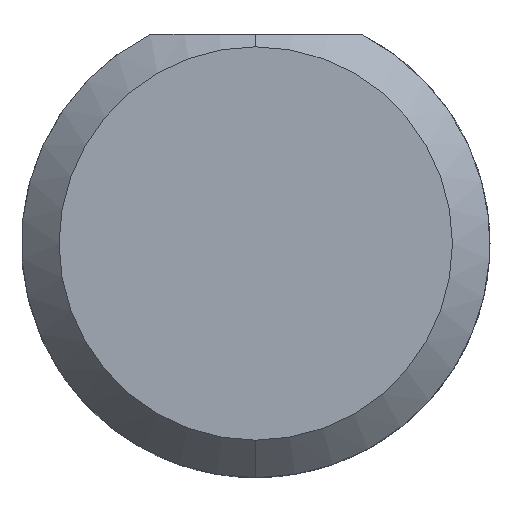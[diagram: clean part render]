
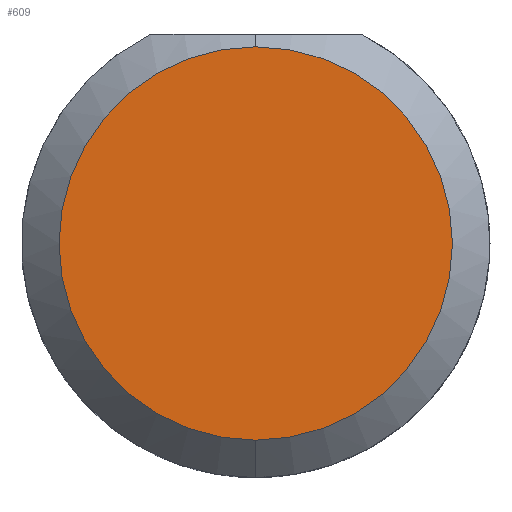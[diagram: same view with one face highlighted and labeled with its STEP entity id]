
A CAD part, left-side view. The second image highlights one B-rep face of the part: STEP entity #609.
In plain terms, the highlighted planar face has unit normal (-1, 0, 0).
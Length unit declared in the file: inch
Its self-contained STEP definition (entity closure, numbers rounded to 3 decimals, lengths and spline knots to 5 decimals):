
#61 = DIRECTION ( 'NONE',  ( 0., 0., 1. ) ) ;
#68 = ORIENTED_EDGE ( 'NONE', *, *, #73, .T. ) ;
#73 = EDGE_CURVE ( 'NONE', #535, #594, #697, .T. ) ;
#112 = AXIS2_PLACEMENT_3D ( 'NONE', #234, #565, #657 ) ;
#230 = CARTESIAN_POINT ( 'NONE',  ( 0., 0., 0.0786 ) ) ;
#234 = CARTESIAN_POINT ( 'NONE',  ( 0., 0., 0. ) ) ;
#239 = CARTESIAN_POINT ( 'NONE',  ( 0., 0., -0.0786 ) ) ;
#273 = EDGE_LOOP ( 'NONE', ( #458, #68 ) ) ;
#288 = DIRECTION ( 'NONE',  ( 1., 0., 0. ) ) ;
#328 = CIRCLE ( 'NONE', #112, 0.0786 ) ;
#358 = CARTESIAN_POINT ( 'NONE',  ( 0., 0., 0. ) ) ;
#381 = DIRECTION ( 'NONE',  ( -1., 0., 0. ) ) ;
#411 = PLANE ( 'NONE',  #635 ) ;
#458 = ORIENTED_EDGE ( 'NONE', *, *, #561, .T. ) ;
#464 = FACE_OUTER_BOUND ( 'NONE', #273, .T. ) ;
#467 = DIRECTION ( 'NONE',  ( 0., 0., -1. ) ) ;
#535 = VERTEX_POINT ( 'NONE', #230 ) ;
#561 = EDGE_CURVE ( 'NONE', #594, #535, #328, .T. ) ;
#565 = DIRECTION ( 'NONE',  ( -1., 0., 0. ) ) ;
#594 = VERTEX_POINT ( 'NONE', #239 ) ;
#609 = ADVANCED_FACE ( 'NONE', ( #464 ), #411, .F. ) ;
#635 = AXIS2_PLACEMENT_3D ( 'NONE', #700, #288, #467 ) ;
#657 = DIRECTION ( 'NONE',  ( 0., 0., 1. ) ) ;
#676 = AXIS2_PLACEMENT_3D ( 'NONE', #358, #381, #61 ) ;
#697 = CIRCLE ( 'NONE', #676, 0.0786 ) ;
#700 = CARTESIAN_POINT ( 'NONE',  ( 0., 0., 0. ) ) ;
